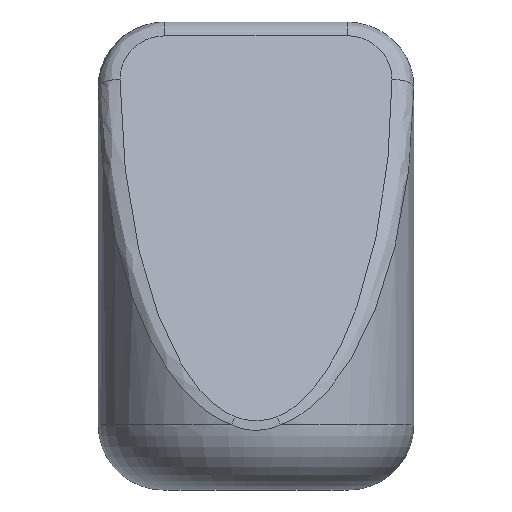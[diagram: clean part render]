
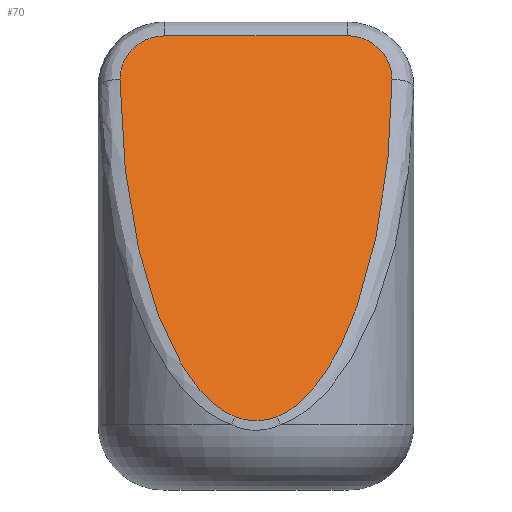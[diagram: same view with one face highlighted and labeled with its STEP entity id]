
A CAD part, front view. The second image highlights one B-rep face of the part: STEP entity #70.
In plain terms, the highlighted planar face has unit normal (0, -0.931, 0.365).
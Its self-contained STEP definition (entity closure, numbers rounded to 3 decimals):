
#2 = CARTESIAN_POINT ( 'NONE',  ( 6.249, -1.033, 18.865 ) ) ;
#10 =( BOUNDED_CURVE ( )  B_SPLINE_CURVE ( 3, ( #641, #255, #681, #81 ),
 .UNSPECIFIED., .F., .F. ) 
 B_SPLINE_CURVE_WITH_KNOTS ( ( 4, 4 ),
 ( 0.154, 1.555 ),
 .UNSPECIFIED. ) 
 CURVE ( )  GEOMETRIC_REPRESENTATION_ITEM ( )  RATIONAL_B_SPLINE_CURVE ( ( 1., 0.843, 0.843, 1. ) ) 
 REPRESENTATION_ITEM ( '' )  );
#26 = B_SPLINE_CURVE_WITH_KNOTS ( 'NONE', 3,
 ( #660, #40, #600, #608, #110, #541, #442, #650, #48, #272, #215, #384, #604, #545, #276, #501 ),
 .UNSPECIFIED., .F., .F.,
 ( 4, 2, 2, 2, 2, 2, 2, 4 ),
 ( 0., 0., 0.001, 0.002, 0.002, 0.002, 0.003, 0.003 ),
 .UNSPECIFIED. ) ;
#38 = CARTESIAN_POINT ( 'NONE',  ( 0.647, -7.147, 3.263 ) ) ;
#40 = CARTESIAN_POINT ( 'NONE',  ( 6.25, -0.982, 18.994 ) ) ;
#48 = CARTESIAN_POINT ( 'NONE',  ( 5.465, -0.415, 20.441 ) ) ;
#51 = CARTESIAN_POINT ( 'NONE',  ( 10., 0., 21.5 ) ) ;
#54 = DIRECTION ( 'NONE',  ( 0., -0.365, -0.931 ) ) ;
#61 = CARTESIAN_POINT ( 'NONE',  ( 4.195, -0.249, 20.865 ) ) ;
#64 = CARTESIAN_POINT ( 'NONE',  ( -6.151, -0.785, 19.496 ) ) ;
#70 = ADVANCED_FACE ( 'NONE', ( #496 ), #329, .T. ) ;
#71 = VERTEX_POINT ( 'NONE', #152 ) ;
#81 = CARTESIAN_POINT ( 'NONE',  ( 6.249, -1.033, 18.865 ) ) ;
#110 = CARTESIAN_POINT ( 'NONE',  ( 6.15, -0.784, 19.499 ) ) ;
#114 = CARTESIAN_POINT ( 'NONE',  ( -5.122, -0.332, 20.652 ) ) ;
#147 = EDGE_CURVE ( 'NONE', #71, #257, #366, .T. ) ;
#149 = CARTESIAN_POINT ( 'NONE',  ( 0.959, -7.107, 3.365 ) ) ;
#152 = CARTESIAN_POINT ( 'NONE',  ( -6.249, -1.033, 18.865 ) ) ;
#161 = EDGE_CURVE ( 'NONE', #187, #450, #26, .T. ) ;
#174 = CARTESIAN_POINT ( 'NONE',  ( 0.959, -7.107, 3.365 ) ) ;
#175 = VECTOR ( 'NONE', #327, 1000. ) ;
#187 = VERTEX_POINT ( 'NONE', #2 ) ;
#204 = ORIENTED_EDGE ( 'NONE', *, *, #530, .T. ) ;
#205 = CARTESIAN_POINT ( 'NONE',  ( -0.959, -7.107, 3.365 ) ) ;
#211 = CARTESIAN_POINT ( 'NONE',  ( -6.197, -4.217, 10.74 ) ) ;
#215 = CARTESIAN_POINT ( 'NONE',  ( 5.121, -0.332, 20.653 ) ) ;
#216 = CARTESIAN_POINT ( 'NONE',  ( -0.165, -7.174, 3.195 ) ) ;
#228 = CARTESIAN_POINT ( 'NONE',  ( -4.473, -0.249, 20.865 ) ) ;
#234 = ORIENTED_EDGE ( 'NONE', *, *, #447, .T. ) ;
#237 = CARTESIAN_POINT ( 'NONE',  ( -4.195, -0.249, 20.865 ) ) ;
#250 = ORIENTED_EDGE ( 'NONE', *, *, #161, .T. ) ;
#255 = CARTESIAN_POINT ( 'NONE',  ( 4.106, -6.618, 4.612 ) ) ;
#257 = VERTEX_POINT ( 'NONE', #510 ) ;
#264 = CARTESIAN_POINT ( 'NONE',  ( -4.106, -6.618, 4.612 ) ) ;
#272 = CARTESIAN_POINT ( 'NONE',  ( 5.24, -0.357, 20.589 ) ) ;
#276 = CARTESIAN_POINT ( 'NONE',  ( 4.334, -0.249, 20.865 ) ) ;
#284 = CARTESIAN_POINT ( 'NONE',  ( -6.238, -0.932, 19.121 ) ) ;
#285 = CARTESIAN_POINT ( 'NONE',  ( -6.249, -1.033, 18.865 ) ) ;
#288 = EDGE_CURVE ( 'NONE', #460, #187, #10, .T. ) ;
#300 = AXIS2_PLACEMENT_3D ( 'NONE', #51, #715, #54 ) ;
#307 = EDGE_LOOP ( 'NONE', ( #677, #204, #533, #250, #691, #234 ) ) ;
#313 = LINE ( 'NONE', #536, #175 ) ;
#319 = B_SPLINE_CURVE_WITH_KNOTS ( 'NONE', 3,
 ( #237, #228, #512, #114, #334, #553, #448, #506, #337, #664, #451, #64, #557, #284, #667, #285 ),
 .UNSPECIFIED., .F., .F.,
 ( 4, 2, 2, 2, 2, 2, 2, 4 ),
 ( 0., 0.001, 0.001, 0.002, 0.002, 0.002, 0.003, 0.003 ),
 .UNSPECIFIED. ) ;
#327 = DIRECTION ( 'NONE',  ( -1., 0., 0. ) ) ;
#329 = PLANE ( 'NONE',  #300 ) ;
#334 = CARTESIAN_POINT ( 'NONE',  ( -5.244, -0.358, 20.587 ) ) ;
#337 = CARTESIAN_POINT ( 'NONE',  ( -5.843, -0.562, 20.065 ) ) ;
#366 =( BOUNDED_CURVE ( )  B_SPLINE_CURVE ( 3, ( #491, #211, #264, #430 ),
 .UNSPECIFIED., .F., .F. ) 
 B_SPLINE_CURVE_WITH_KNOTS ( ( 4, 4 ),
 ( 4.729, 6.129 ),
 .UNSPECIFIED. ) 
 CURVE ( )  GEOMETRIC_REPRESENTATION_ITEM ( )  RATIONAL_B_SPLINE_CURVE ( ( 1., 0.843, 0.843, 1. ) ) 
 REPRESENTATION_ITEM ( '' )  );
#381 = CARTESIAN_POINT ( 'NONE',  ( 0.163, -7.174, 3.194 ) ) ;
#384 = CARTESIAN_POINT ( 'NONE',  ( 4.87, -0.291, 20.757 ) ) ;
#388 = B_SPLINE_CURVE_WITH_KNOTS ( 'NONE', 3,
 ( #205, #654, #713, #534, #216, #381, #592, #38, #427, #149 ),
 .UNSPECIFIED., .F., .F.,
 ( 4, 2, 2, 2, 4 ),
 ( 0., 0., 0.001, 0.001, 0.002 ),
 .UNSPECIFIED. ) ;
#427 = CARTESIAN_POINT ( 'NONE',  ( 0.807, -7.131, 3.305 ) ) ;
#430 = CARTESIAN_POINT ( 'NONE',  ( -0.959, -7.107, 3.365 ) ) ;
#442 = CARTESIAN_POINT ( 'NONE',  ( 5.851, -0.558, 20.077 ) ) ;
#447 = EDGE_CURVE ( 'NONE', #685, #71, #319, .T. ) ;
#448 = CARTESIAN_POINT ( 'NONE',  ( -5.57, -0.449, 20.355 ) ) ;
#450 = VERTEX_POINT ( 'NONE', #61 ) ;
#451 = CARTESIAN_POINT ( 'NONE',  ( -6.051, -0.691, 19.736 ) ) ;
#460 = VERTEX_POINT ( 'NONE', #174 ) ;
#491 = CARTESIAN_POINT ( 'NONE',  ( -6.249, -1.033, 18.865 ) ) ;
#496 = FACE_OUTER_BOUND ( 'NONE', #307, .T. ) ;
#501 = CARTESIAN_POINT ( 'NONE',  ( 4.195, -0.249, 20.865 ) ) ;
#506 = CARTESIAN_POINT ( 'NONE',  ( -5.758, -0.522, 20.168 ) ) ;
#510 = CARTESIAN_POINT ( 'NONE',  ( -0.959, -7.107, 3.365 ) ) ;
#512 = CARTESIAN_POINT ( 'NONE',  ( -4.747, -0.271, 20.808 ) ) ;
#530 = EDGE_CURVE ( 'NONE', #257, #460, #388, .T. ) ;
#533 = ORIENTED_EDGE ( 'NONE', *, *, #288, .T. ) ;
#534 = CARTESIAN_POINT ( 'NONE',  ( -0.33, -7.168, 3.208 ) ) ;
#536 = CARTESIAN_POINT ( 'NONE',  ( 10., -0.249, 20.865 ) ) ;
#541 = CARTESIAN_POINT ( 'NONE',  ( 6.001, -0.645, 19.855 ) ) ;
#545 = CARTESIAN_POINT ( 'NONE',  ( 4.47, -0.254, 20.851 ) ) ;
#553 = CARTESIAN_POINT ( 'NONE',  ( -5.467, -0.416, 20.439 ) ) ;
#557 = CARTESIAN_POINT ( 'NONE',  ( -6.188, -0.834, 19.372 ) ) ;
#576 = CARTESIAN_POINT ( 'NONE',  ( -4.195, -0.249, 20.865 ) ) ;
#587 = EDGE_CURVE ( 'NONE', #450, #685, #313, .T. ) ;
#592 = CARTESIAN_POINT ( 'NONE',  ( 0.325, -7.169, 3.208 ) ) ;
#600 = CARTESIAN_POINT ( 'NONE',  ( 6.238, -0.932, 19.122 ) ) ;
#604 = CARTESIAN_POINT ( 'NONE',  ( 4.738, -0.275, 20.797 ) ) ;
#608 = CARTESIAN_POINT ( 'NONE',  ( 6.188, -0.833, 19.374 ) ) ;
#641 = CARTESIAN_POINT ( 'NONE',  ( 0.959, -7.107, 3.365 ) ) ;
#650 = CARTESIAN_POINT ( 'NONE',  ( 5.569, -0.449, 20.355 ) ) ;
#654 = CARTESIAN_POINT ( 'NONE',  ( -0.807, -7.131, 3.305 ) ) ;
#660 = CARTESIAN_POINT ( 'NONE',  ( 6.249, -1.033, 18.865 ) ) ;
#664 = CARTESIAN_POINT ( 'NONE',  ( -5.989, -0.647, 19.849 ) ) ;
#667 = CARTESIAN_POINT ( 'NONE',  ( -6.25, -0.982, 18.994 ) ) ;
#677 = ORIENTED_EDGE ( 'NONE', *, *, #147, .T. ) ;
#681 = CARTESIAN_POINT ( 'NONE',  ( 6.197, -4.217, 10.74 ) ) ;
#685 = VERTEX_POINT ( 'NONE', #576 ) ;
#691 = ORIENTED_EDGE ( 'NONE', *, *, #587, .T. ) ;
#713 = CARTESIAN_POINT ( 'NONE',  ( -0.65, -7.147, 3.263 ) ) ;
#715 = DIRECTION ( 'NONE',  ( 0., -0.931, 0.365 ) ) ;
